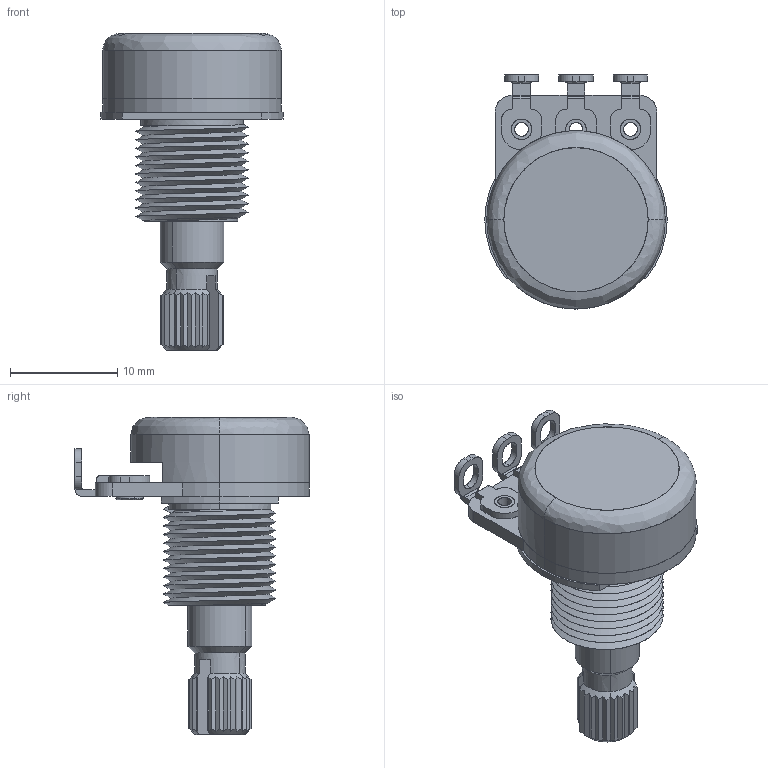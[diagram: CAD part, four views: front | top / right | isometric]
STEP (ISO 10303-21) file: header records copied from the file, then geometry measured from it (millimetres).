
FILE_DESCRIPTION(('FreeCAD Model'),'2;1');
FILE_NAME('igstostep.step','2019-02-26T12:29:15',(''),(''), 'Open CASCADE STEP processor 7.2','FreeCAD','Unknown');
FILE_SCHEMA(('AUTOMOTIVE_DESIGN { 1 0 10303 214 1 1 1 1 }'));
Length unit declared in the file: millimetre
Products named in the file (11): Alpha_16mm_Solder_Lugs_Single_Pot; Alpha_16mm_Solder_Lugs_Single_Pot007; Alpha_16mm_Solder_Lugs_Single_Pot003; Alpha_16mm_Solder_Lugs_Single_Pot009; Alpha_16mm_Solder_Lugs_Single_Pot010; Alpha_16mm_Solder_Lugs_Single_Pot002; Alpha_16mm_Solder_Lugs_Single_Pot001; Alpha_16mm_Solder_Lugs_Single_Pot006; Alpha_16mm_Solder_Lugs_Single_Pot004; Alpha_16mm_Solder_Lugs_Single_Pot008; Alpha_16mm_Solder_Lugs_Single_Pot005
Bounding box: 17.02 x 21.84 x 29.59 mm (x, y, z)
Surface area: 3589.5 mm2 (no closed solid volume)
Topology: 0 solids, 267 shells, 267 faces, 3266 edges, 3266 vertices
Faces by surface type: bspline 162, revolution 105
Entity records: 35215 total; most frequent: CARTESIAN_POINT 15217, ORIENTED_EDGE 3266, EDGE_CURVE 3266, VERTEX_POINT 3266, B_SPLINE_CURVE_WITH_KNOTS 2285, DIRECTION 1470, LINE 809, VECTOR 809
